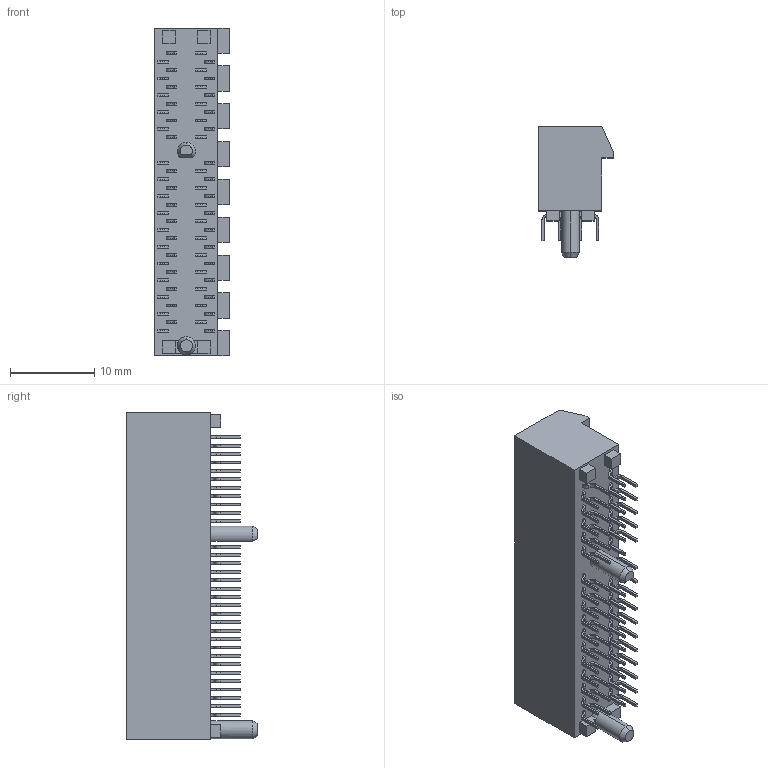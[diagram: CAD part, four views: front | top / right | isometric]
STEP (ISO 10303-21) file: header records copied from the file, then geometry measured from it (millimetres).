
FILE_DESCRIPTION (( 'STEP AP214' ), '1' );
FILE_NAME ('KPCIEX-T64-1BK_rA3.STEP', '2014-02-18T20:05:47', ( '' ), ( '' ), 'SwSTEP 2.0', 'SolidWorks 2012', '' );
FILE_SCHEMA (( 'AUTOMOTIVE_DESIGN' ));
Length unit declared in the file: millimetre
Products named in the file (1): KPCIEX-T64-1BK_rA3
Bounding box: 8.85 x 15.6 x 39 mm (x, y, z)
Volume: 2566.7 mm3; surface area: 2630.2 mm2
Topology: 1 solids, 1 shells, 850 faces, 2269 edges, 1491 vertices
Faces by surface type: plane 586, cylinder 260, cone 4
Entity records: 27983 total; most frequent: CARTESIAN_POINT 4617, ORIENTED_EDGE 4538, DIRECTION 4497, EDGE_CURVE 2269, LINE 1739, VECTOR 1739, VERTEX_POINT 1491, AXIS2_PLACEMENT_3D 1379
